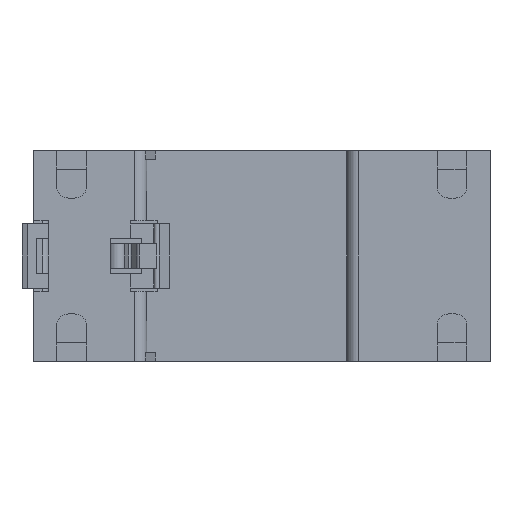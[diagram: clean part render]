
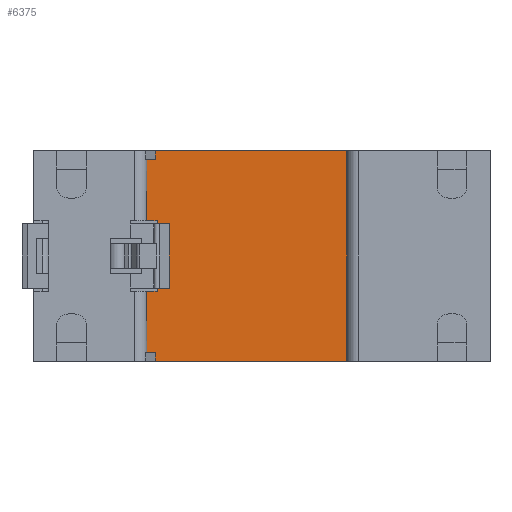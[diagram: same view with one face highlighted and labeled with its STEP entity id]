
A CAD part, front view. The second image highlights one B-rep face of the part: STEP entity #6375.
In plain terms, the highlighted planar face has unit normal (0, -1, 0).
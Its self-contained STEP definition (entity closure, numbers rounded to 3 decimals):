
#556=DIRECTION('',(1.,0.,0.));
#557=VECTOR('',#556,35.5);
#558=CARTESIAN_POINT('',(-18.2,0.,36.));
#559=LINE('',#558,#557);
#560=DIRECTION('',(0.,0.,-1.));
#561=VECTOR('',#560,36.);
#562=CARTESIAN_POINT('',(17.3,0.,36.));
#563=LINE('',#562,#561);
#564=DIRECTION('',(-1.,0.,0.));
#565=VECTOR('',#564,35.5);
#566=CARTESIAN_POINT('',(17.3,0.,0.));
#567=LINE('',#566,#565);
#568=DIRECTION('',(0.,0.,-1.));
#569=VECTOR('',#568,12.);
#570=CARTESIAN_POINT('',(-17.9,0.,24.));
#571=LINE('',#570,#569);
#1139=DIRECTION('',(0.,0.,-1.));
#1140=VECTOR('',#1139,1.5);
#1141=CARTESIAN_POINT('',(-18.2,0.,36.));
#1142=LINE('',#1141,#1140);
#1156=DIRECTION('',(-1.,0.,0.));
#1157=VECTOR('',#1156,1.5);
#1158=CARTESIAN_POINT('',(-18.2,0.,34.5));
#1159=LINE('',#1158,#1157);
#1164=DIRECTION('',(0.,0.,-1.));
#1165=VECTOR('',#1164,10.5);
#1166=CARTESIAN_POINT('',(-19.7,0.,34.5));
#1167=LINE('',#1166,#1165);
#1193=DIRECTION('',(1.,0.,0.));
#1194=VECTOR('',#1193,1.8);
#1195=CARTESIAN_POINT('',(-19.7,0.,24.));
#1196=LINE('',#1195,#1194);
#1483=DIRECTION('',(-1.,0.,0.));
#1484=VECTOR('',#1483,1.8);
#1485=CARTESIAN_POINT('',(-17.9,0.,12.));
#1486=LINE('',#1485,#1484);
#1524=DIRECTION('',(0.,0.,-1.));
#1525=VECTOR('',#1524,10.5);
#1526=CARTESIAN_POINT('',(-19.7,0.,12.));
#1527=LINE('',#1526,#1525);
#1537=DIRECTION('',(1.,0.,0.));
#1538=VECTOR('',#1537,1.5);
#1539=CARTESIAN_POINT('',(-19.7,0.,1.5));
#1540=LINE('',#1539,#1538);
#1557=DIRECTION('',(0.,0.,-1.));
#1558=VECTOR('',#1557,1.5);
#1559=CARTESIAN_POINT('',(-18.2,0.,1.5));
#1560=LINE('',#1559,#1558);
#4592=CARTESIAN_POINT('',(-18.2,0.,0.));
#4593=VERTEX_POINT('',#4592);
#4695=CARTESIAN_POINT('',(-18.2,0.,36.));
#4697=VERTEX_POINT('',#4695);
#4842=CARTESIAN_POINT('',(17.3,0.,36.));
#4843=CARTESIAN_POINT('',(17.3,0.,0.));
#4844=VERTEX_POINT('',#4842);
#4845=VERTEX_POINT('',#4843);
#4846=CARTESIAN_POINT('',(-17.9,0.,24.));
#4847=CARTESIAN_POINT('',(-17.9,0.,12.));
#4848=VERTEX_POINT('',#4846);
#4849=VERTEX_POINT('',#4847);
#4850=CARTESIAN_POINT('',(-18.2,0.,34.5));
#4851=CARTESIAN_POINT('',(-19.7,0.,34.5));
#4852=VERTEX_POINT('',#4850);
#4853=VERTEX_POINT('',#4851);
#4854=CARTESIAN_POINT('',(-19.7,0.,12.));
#4855=VERTEX_POINT('',#4854);
#4900=CARTESIAN_POINT('',(-19.7,0.,24.));
#4901=VERTEX_POINT('',#4900);
#5069=CARTESIAN_POINT('',(-19.7,0.,1.5));
#5071=VERTEX_POINT('',#5069);
#5074=CARTESIAN_POINT('',(-18.2,0.,1.5));
#5075=VERTEX_POINT('',#5074);
#6346=CARTESIAN_POINT('',(-1.2,0.,18.));
#6347=DIRECTION('',(0.,1.,0.));
#6348=DIRECTION('',(1.,0.,0.));
#6349=AXIS2_PLACEMENT_3D('',#6346,#6347,#6348);
#6350=PLANE('',#6349);
#6352=ORIENTED_EDGE('',*,*,#6351,.F.);
#6354=ORIENTED_EDGE('',*,*,#6353,.F.);
#6356=ORIENTED_EDGE('',*,*,#6355,.F.);
#6358=ORIENTED_EDGE('',*,*,#6357,.F.);
#6360=ORIENTED_EDGE('',*,*,#6359,.F.);
#6362=ORIENTED_EDGE('',*,*,#6361,.T.);
#6363=ORIENTED_EDGE('',*,*,#6337,.T.);
#6364=ORIENTED_EDGE('',*,*,#5701,.T.);
#6366=ORIENTED_EDGE('',*,*,#6365,.F.);
#6368=ORIENTED_EDGE('',*,*,#6367,.F.);
#6370=ORIENTED_EDGE('',*,*,#6369,.F.);
#6372=ORIENTED_EDGE('',*,*,#6371,.F.);
#6373=EDGE_LOOP('',(#6352,#6354,#6356,#6358,#6360,#6362,#6363,#6364,#6366,#6368,
#6370,#6372));
#6374=FACE_OUTER_BOUND('',#6373,.F.);
#5701=EDGE_CURVE('',#4845,#4593,#567,.T.);
#6337=EDGE_CURVE('',#4844,#4845,#563,.T.);
#6351=EDGE_CURVE('',#4848,#4849,#571,.T.);
#6353=EDGE_CURVE('',#4901,#4848,#1196,.T.);
#6355=EDGE_CURVE('',#4853,#4901,#1167,.T.);
#6357=EDGE_CURVE('',#4852,#4853,#1159,.T.);
#6359=EDGE_CURVE('',#4697,#4852,#1142,.T.);
#6361=EDGE_CURVE('',#4697,#4844,#559,.T.);
#6365=EDGE_CURVE('',#5075,#4593,#1560,.T.);
#6367=EDGE_CURVE('',#5071,#5075,#1540,.T.);
#6369=EDGE_CURVE('',#4855,#5071,#1527,.T.);
#6371=EDGE_CURVE('',#4849,#4855,#1486,.T.);
#6375=ADVANCED_FACE('',(#6374),#6350,.F.);
